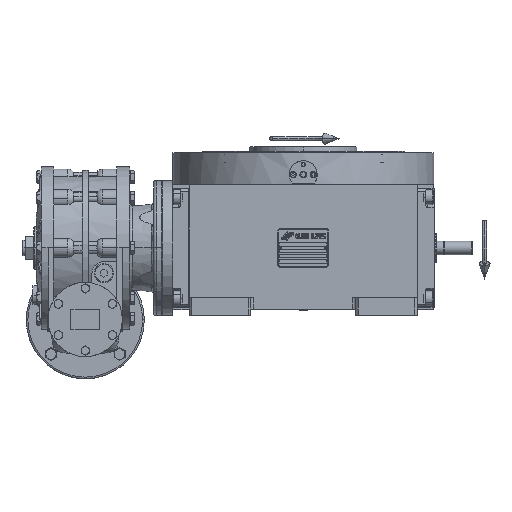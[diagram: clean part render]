
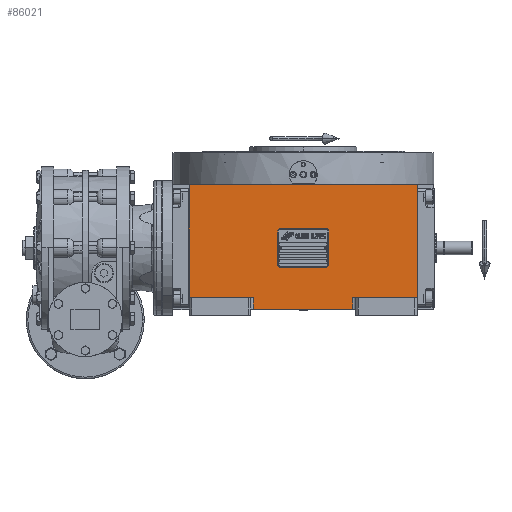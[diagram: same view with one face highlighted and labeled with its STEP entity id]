
A CAD part, top view. The second image highlights one B-rep face of the part: STEP entity #86021.
In plain terms, the highlighted planar face has unit normal (0, 0, 1).
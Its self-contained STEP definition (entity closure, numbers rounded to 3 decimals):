
#5006 = VECTOR ( 'NONE', #72884, 1000. ) ;
#5016 = CARTESIAN_POINT ( 'NONE',  ( -59., -73., 226. ) ) ;
#9227 = CARTESIAN_POINT ( 'NONE',  ( 135., 75., 226. ) ) ;
#10359 = VERTEX_POINT ( 'NONE', #82236 ) ;
#11120 = EDGE_CURVE ( 'NONE', #97514, #59357, #36870, .T. ) ;
#15655 = LINE ( 'NONE', #42131, #92853 ) ;
#16089 = AXIS2_PLACEMENT_3D ( 'NONE', #64178, #43664, #79481 ) ;
#17454 = CARTESIAN_POINT ( 'NONE',  ( -59., -59., 226. ) ) ;
#18439 = VECTOR ( 'NONE', #94776, 1000. ) ;
#19826 = DIRECTION ( 'NONE',  ( 1., 0., 0. ) ) ;
#20241 = ORIENTED_EDGE ( 'NONE', *, *, #33511, .T. ) ;
#21119 = CARTESIAN_POINT ( 'NONE',  ( -135., -59., 226. ) ) ;
#21406 = VECTOR ( 'NONE', #95849, 1000. ) ;
#21700 = LINE ( 'NONE', #21119, #5006 ) ;
#22628 = ORIENTED_EDGE ( 'NONE', *, *, #94142, .T. ) ;
#23101 = LINE ( 'NONE', #95936, #18439 ) ;
#28638 = CARTESIAN_POINT ( 'NONE',  ( -135., -59., 226. ) ) ;
#32484 = VERTEX_POINT ( 'NONE', #94218 ) ;
#33149 = EDGE_CURVE ( 'NONE', #32484, #68000, #21700, .T. ) ;
#33296 = DIRECTION ( 'NONE',  ( 1., 0., 0. ) ) ;
#33511 = EDGE_CURVE ( 'NONE', #32484, #38316, #92096, .T. ) ;
#36870 = LINE ( 'NONE', #54494, #60358 ) ;
#38316 = VERTEX_POINT ( 'NONE', #17454 ) ;
#39668 = CARTESIAN_POINT ( 'NONE',  ( -135., 75., 226. ) ) ;
#42131 = CARTESIAN_POINT ( 'NONE',  ( 59., -59., 226. ) ) ;
#43664 = DIRECTION ( 'NONE',  ( 0., 0., 1. ) ) ;
#47317 = LINE ( 'NONE', #39668, #99186 ) ;
#49508 = CARTESIAN_POINT ( 'NONE',  ( 59., -73., 226. ) ) ;
#52803 = ORIENTED_EDGE ( 'NONE', *, *, #108063, .F. ) ;
#53908 = DIRECTION ( 'NONE',  ( 1., 0., 0. ) ) ;
#54494 = CARTESIAN_POINT ( 'NONE',  ( -59., -73., 226. ) ) ;
#54719 = CARTESIAN_POINT ( 'NONE',  ( 135., -59., 226. ) ) ;
#56772 = ORIENTED_EDGE ( 'NONE', *, *, #83741, .T. ) ;
#56835 = ORIENTED_EDGE ( 'NONE', *, *, #73809, .F. ) ;
#59343 = ORIENTED_EDGE ( 'NONE', *, *, #33149, .F. ) ;
#59357 = VERTEX_POINT ( 'NONE', #49508 ) ;
#59670 = VERTEX_POINT ( 'NONE', #54719 ) ;
#60358 = VECTOR ( 'NONE', #53908, 1000. ) ;
#61876 = FACE_OUTER_BOUND ( 'NONE', #85247, .T. ) ;
#62441 = VERTEX_POINT ( 'NONE', #9227 ) ;
#64178 = CARTESIAN_POINT ( 'NONE',  ( -135., -73., 226. ) ) ;
#64297 = VECTOR ( 'NONE', #83221, 1000. ) ;
#68000 = VERTEX_POINT ( 'NONE', #115053 ) ;
#72884 = DIRECTION ( 'NONE',  ( 0., 1., 0. ) ) ;
#73809 = EDGE_CURVE ( 'NONE', #68000, #62441, #47317, .T. ) ;
#76722 = LINE ( 'NONE', #5016, #64297 ) ;
#79481 = DIRECTION ( 'NONE',  ( 1., 0., 0. ) ) ;
#81204 = PLANE ( 'NONE',  #16089 ) ;
#82224 = VECTOR ( 'NONE', #19826, 1000. ) ;
#82236 = CARTESIAN_POINT ( 'NONE',  ( 59., -59., 226. ) ) ;
#83221 = DIRECTION ( 'NONE',  ( 0., 1., 0. ) ) ;
#83741 = EDGE_CURVE ( 'NONE', #10359, #59670, #15655, .T. ) ;
#85247 = EDGE_LOOP ( 'NONE', ( #106188, #52803, #56772, #22628, #56835, #59343, #20241, #109291 ) ) ;
#86021 = ADVANCED_FACE ( 'NONE', ( #61876 ), #81204, .T. ) ;
#86471 = LINE ( 'NONE', #104672, #21406 ) ;
#89852 = CARTESIAN_POINT ( 'NONE',  ( -59., -73., 226. ) ) ;
#92096 = LINE ( 'NONE', #28638, #82224 ) ;
#92853 = VECTOR ( 'NONE', #33296, 1000. ) ;
#94142 = EDGE_CURVE ( 'NONE', #59670, #62441, #86471, .T. ) ;
#94218 = CARTESIAN_POINT ( 'NONE',  ( -135., -59., 226. ) ) ;
#94776 = DIRECTION ( 'NONE',  ( 0., -1., 0. ) ) ;
#95849 = DIRECTION ( 'NONE',  ( 0., 1., 0. ) ) ;
#95936 = CARTESIAN_POINT ( 'NONE',  ( 59., -59., 226. ) ) ;
#97514 = VERTEX_POINT ( 'NONE', #89852 ) ;
#99186 = VECTOR ( 'NONE', #111310, 1000. ) ;
#104672 = CARTESIAN_POINT ( 'NONE',  ( 135., -59., 226. ) ) ;
#106188 = ORIENTED_EDGE ( 'NONE', *, *, #11120, .T. ) ;
#108063 = EDGE_CURVE ( 'NONE', #10359, #59357, #23101, .T. ) ;
#109291 = ORIENTED_EDGE ( 'NONE', *, *, #115010, .F. ) ;
#111310 = DIRECTION ( 'NONE',  ( 1., 0., 0. ) ) ;
#115010 = EDGE_CURVE ( 'NONE', #97514, #38316, #76722, .T. ) ;
#115053 = CARTESIAN_POINT ( 'NONE',  ( -135., 75., 226. ) ) ;
